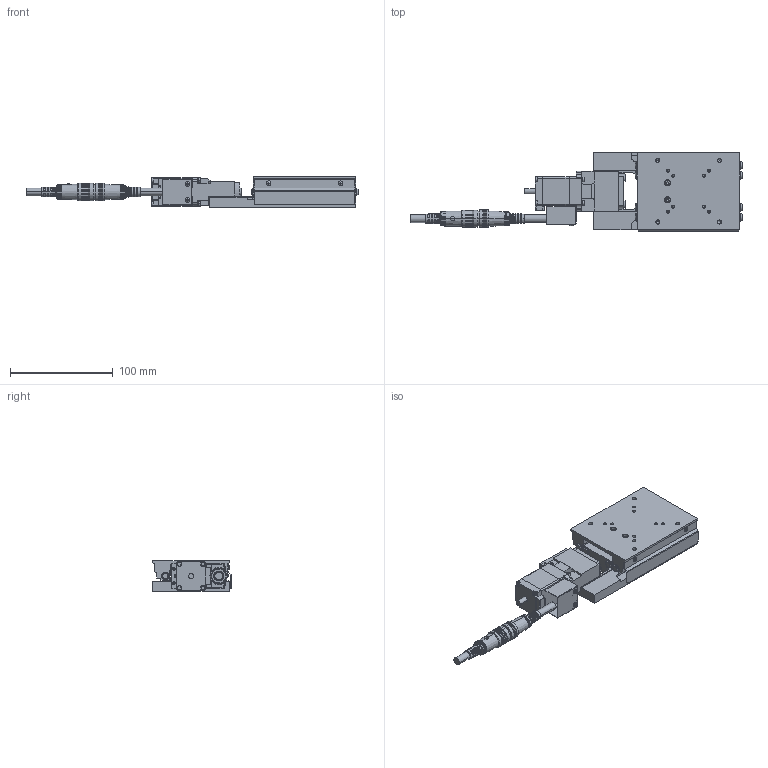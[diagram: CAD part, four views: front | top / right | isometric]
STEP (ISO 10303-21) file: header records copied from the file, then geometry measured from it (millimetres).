
FILE_DESCRIPTION (( 'STEP AP203' ), '1' );
FILE_NAME ('SXA0750-R01.STEP', '2021-04-26T09:21:07', ( '' ), ( '' ), 'SwSTEP 2.0', 'SolidWorks 2018', '' );
FILE_SCHEMA (( 'CONFIG_CONTROL_DESIGN' ));
Length unit declared in the file: millimetre
Products named in the file (5): SXA0750-R01; base; base-Part-2; table; base-Part-1
Assembly tree (4 placements, depth 3):
  SXA0750-R01
    base
      base-Part-1
      base-Part-2
    table
Bounding box: 323.4 x 76.5 x 30 mm (x, y, z)
Volume: 296227.5 mm3; surface area: 80727.3 mm2
Topology: 3 solids, 4 shells, 1355 faces, 3416 edges, 2137 vertices
Faces by surface type: plane 706, cylinder 395, cone 206, torus 32, sphere 16
Entity records: 41419 total; most frequent: CARTESIAN_POINT 7830, DIRECTION 7226, ORIENTED_EDGE 6684, EDGE_CURVE 3342, AXIS2_PLACEMENT_3D 2611, VERTEX_POINT 2127, LINE 2004, VECTOR 2004
